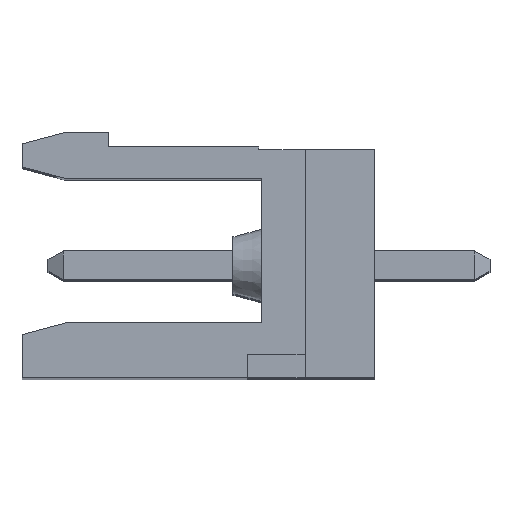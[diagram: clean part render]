
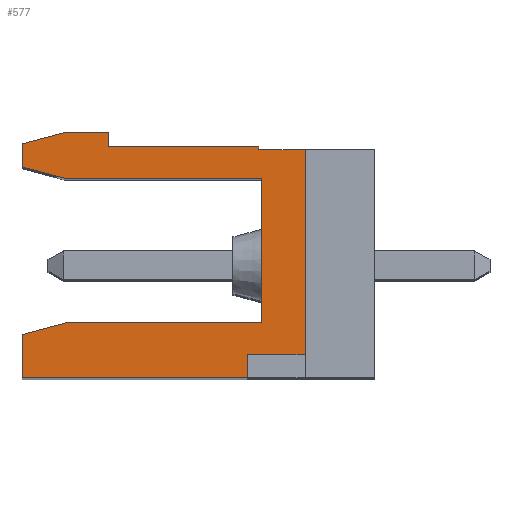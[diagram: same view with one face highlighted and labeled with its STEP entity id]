
A CAD part, top view. The second image highlights one B-rep face of the part: STEP entity #577.
In plain terms, the highlighted planar face has unit normal (0, 0, 1).
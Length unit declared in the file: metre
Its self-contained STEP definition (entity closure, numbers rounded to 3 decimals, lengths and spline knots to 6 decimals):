
#577=ADVANCED_FACE('',(#1385),#1386,.F.);
#1385=FACE_OUTER_BOUND('',#2437,.T.);
#1386=PLANE('',#2438);
#2437=EDGE_LOOP('',(#4171,#4172,#4173,#4174,#4175,#4176,#4177,#4178,#4179,#4180,#4181,#4182,#4183,#4184,#4185,#4186,#4187));
#2438=AXIS2_PLACEMENT_3D('',#4188,#4189,#4190);
#4171=ORIENTED_EDGE('',*,*,#6801,.T.);
#4172=ORIENTED_EDGE('',*,*,#6802,.T.);
#4173=ORIENTED_EDGE('',*,*,#6338,.F.);
#4174=ORIENTED_EDGE('',*,*,#6803,.T.);
#4175=ORIENTED_EDGE('',*,*,#6804,.F.);
#4176=ORIENTED_EDGE('',*,*,#6472,.F.);
#4177=ORIENTED_EDGE('',*,*,#6373,.F.);
#4178=ORIENTED_EDGE('',*,*,#6354,.T.);
#4179=ORIENTED_EDGE('',*,*,#6805,.F.);
#4180=ORIENTED_EDGE('',*,*,#6806,.F.);
#4181=ORIENTED_EDGE('',*,*,#6719,.F.);
#4182=ORIENTED_EDGE('',*,*,#6389,.F.);
#4183=ORIENTED_EDGE('',*,*,#6700,.F.);
#4184=ORIENTED_EDGE('',*,*,#6807,.F.);
#4185=ORIENTED_EDGE('',*,*,#6585,.F.);
#4186=ORIENTED_EDGE('',*,*,#6734,.F.);
#4187=ORIENTED_EDGE('',*,*,#6678,.T.);
#4188=CARTESIAN_POINT('',(0.197225,0.26481,0.04693));
#4189=DIRECTION('',(0.0,0.0,-1.0));
#4190=DIRECTION('',(0.0,-1.0,0.0));
#6338=EDGE_CURVE('',#7607,#7609,#7610,.T.);
#6354=EDGE_CURVE('',#7631,#7635,#7637,.T.);
#6373=EDGE_CURVE('',#7631,#7665,#7666,.T.);
#6389=EDGE_CURVE('',#7692,#7687,#7694,.T.);
#6472=EDGE_CURVE('',#7665,#7733,#7846,.T.);
#6585=EDGE_CURVE('',#8030,#7988,#8032,.T.);
#6678=EDGE_CURVE('',#8181,#8179,#8182,.T.);
#6700=EDGE_CURVE('',#8212,#7692,#8214,.T.);
#6719=EDGE_CURVE('',#7687,#8238,#8242,.T.);
#6734=EDGE_CURVE('',#8181,#8030,#8262,.T.);
#6801=EDGE_CURVE('',#8179,#8346,#8347,.T.);
#6802=EDGE_CURVE('',#8346,#7609,#8348,.T.);
#6803=EDGE_CURVE('',#7607,#8349,#8350,.T.);
#6804=EDGE_CURVE('',#7733,#8349,#8351,.T.);
#6805=EDGE_CURVE('',#8352,#7635,#8353,.T.);
#6806=EDGE_CURVE('',#8238,#8352,#8354,.T.);
#6807=EDGE_CURVE('',#7988,#8212,#8355,.T.);
#7607=VERTEX_POINT('',#9442);
#7609=VERTEX_POINT('',#9445);
#7610=LINE('',#9446,#9447);
#7631=VERTEX_POINT('',#9477);
#7635=VERTEX_POINT('',#9483);
#7637=LINE('',#9486,#9487);
#7665=VERTEX_POINT('',#9528);
#7666=LINE('',#9529,#9530);
#7687=VERTEX_POINT('',#9562);
#7692=VERTEX_POINT('',#9569);
#7694=LINE('',#9572,#9573);
#7733=VERTEX_POINT('',#9629);
#7846=LINE('',#9800,#9801);
#7988=VERTEX_POINT('',#10013);
#8030=VERTEX_POINT('',#10076);
#8032=LINE('',#10079,#10080);
#8179=VERTEX_POINT('',#10298);
#8181=VERTEX_POINT('',#10301);
#8182=LINE('',#10302,#10303);
#8212=VERTEX_POINT('',#10349);
#8214=LINE('',#10352,#10353);
#8238=VERTEX_POINT('',#10388);
#8242=LINE('',#10394,#10395);
#8262=LINE('',#10424,#10425);
#8346=VERTEX_POINT('',#10552);
#8347=LINE('',#10553,#10554);
#8348=LINE('',#10555,#10556);
#8349=VERTEX_POINT('',#10557);
#8350=LINE('',#10558,#10559);
#8351=LINE('',#10560,#10561);
#8352=VERTEX_POINT('',#10562);
#8353=LINE('',#10563,#10564);
#8354=LINE('',#10565,#10566);
#8355=LINE('',#10567,#10568);
#9442=CARTESIAN_POINT('',(0.195725,0.25811,0.04693));
#9445=CARTESIAN_POINT('',(0.202525,0.25811,0.04693));
#9446=CARTESIAN_POINT('',(0.197225,0.25811,0.04693));
#9447=VECTOR('',#11957,1.0);
#9477=CARTESIAN_POINT('',(0.202025,0.25701,0.04693));
#9483=CARTESIAN_POINT('',(0.204025,0.25701,0.04693));
#9486=CARTESIAN_POINT('',(0.197225,0.25701,0.04693));
#9487=VECTOR('',#11970,1.0);
#9528=CARTESIAN_POINT('',(0.202025,0.25621,0.04693));
#9529=CARTESIAN_POINT('',(0.202025,0.26481,0.04693));
#9530=VECTOR('',#11984,1.0);
#9562=CARTESIAN_POINT('',(0.202425,0.26421,0.04693));
#9569=CARTESIAN_POINT('',(0.197225,0.26421,0.04693));
#9572=CARTESIAN_POINT('',(0.202425,0.26421,0.04693));
#9573=VECTOR('',#11999,1.0);
#9629=CARTESIAN_POINT('',(0.194225,0.25621,0.04693));
#9800=CARTESIAN_POINT('',(0.194225,0.25621,0.04693));
#9801=VECTOR('',#12078,1.0);
#10013=CARTESIAN_POINT('',(0.195718,0.26471,0.04693));
#10076=CARTESIAN_POINT('',(0.194225,0.26431,0.04693));
#10079=CARTESIAN_POINT('',(0.195718,0.26471,0.04693));
#10080=VECTOR('',#12174,1.0);
#10298=CARTESIAN_POINT('',(0.195718,0.26311,0.04693));
#10301=CARTESIAN_POINT('',(0.194225,0.26351,0.04693));
#10302=CARTESIAN_POINT('',(0.196699,0.262847,0.04693));
#10303=VECTOR('',#12259,1.0);
#10349=CARTESIAN_POINT('',(0.197225,0.26471,0.04693));
#10352=CARTESIAN_POINT('',(0.197225,0.26431,0.04693));
#10353=VECTOR('',#12277,1.0);
#10388=CARTESIAN_POINT('',(0.202425,0.26411,0.04693));
#10394=CARTESIAN_POINT('',(0.202425,0.26411,0.04693));
#10395=VECTOR('',#12291,1.0);
#10424=CARTESIAN_POINT('',(0.194225,0.26441,0.04693));
#10425=VECTOR('',#12301,1.0);
#10552=CARTESIAN_POINT('',(0.202525,0.26311,0.04693));
#10553=CARTESIAN_POINT('',(0.197225,0.26311,0.04693));
#10554=VECTOR('',#12345,1.0);
#10555=CARTESIAN_POINT('',(0.202525,0.26481,0.04693));
#10556=VECTOR('',#12346,1.0);
#10557=CARTESIAN_POINT('',(0.194225,0.257708,0.04693));
#10558=CARTESIAN_POINT('',(0.194225,0.257708,0.04693));
#10559=VECTOR('',#12347,1.0);
#10560=CARTESIAN_POINT('',(0.194225,0.26441,0.04693));
#10561=VECTOR('',#12348,1.0);
#10562=CARTESIAN_POINT('',(0.204025,0.26411,0.04693));
#10563=CARTESIAN_POINT('',(0.204025,0.25621,0.04693));
#10564=VECTOR('',#12349,1.0);
#10565=CARTESIAN_POINT('',(0.204025,0.26411,0.04693));
#10566=VECTOR('',#12350,1.0);
#10567=CARTESIAN_POINT('',(0.197225,0.26471,0.04693));
#10568=VECTOR('',#12351,1.0);
#11957=DIRECTION('',(1.0,0.0,0.0));
#11970=DIRECTION('',(1.0,0.0,0.0));
#11984=DIRECTION('',(0.0,-1.0,0.0));
#11999=DIRECTION('',(1.0,0.0,0.0));
#12078=DIRECTION('',(-1.0,0.0,0.0));
#12174=DIRECTION('',(0.966,0.259,0.0));
#12259=DIRECTION('',(0.966,-0.259,0.0));
#12277=DIRECTION('',(0.,-1.0,-0.0));
#12291=DIRECTION('',(0.0,-1.0,0.0));
#12301=DIRECTION('',(0.0,1.0,0.0));
#12345=DIRECTION('',(1.0,0.0,0.0));
#12346=DIRECTION('',(0.,-1.0,0.0));
#12347=DIRECTION('',(-0.966,-0.259,0.0));
#12348=DIRECTION('',(0.0,1.0,0.0));
#12349=DIRECTION('',(0.0,-1.0,0.0));
#12350=DIRECTION('',(1.0,0.0,0.0));
#12351=DIRECTION('',(1.0,0.0,0.0));
